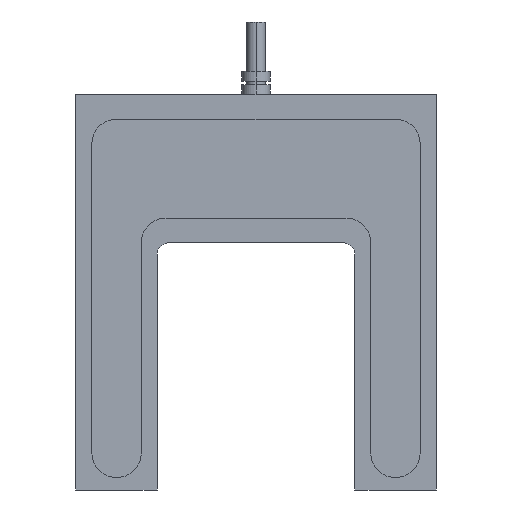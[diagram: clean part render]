
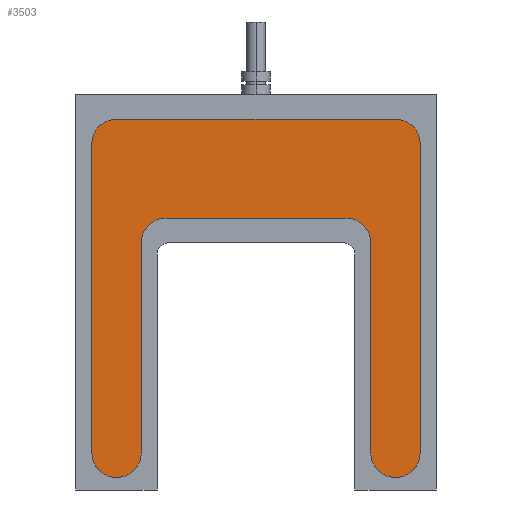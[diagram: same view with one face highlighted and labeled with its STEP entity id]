
A CAD part, left-side view. The second image highlights one B-rep face of the part: STEP entity #3503.
In plain terms, the highlighted face is planar.
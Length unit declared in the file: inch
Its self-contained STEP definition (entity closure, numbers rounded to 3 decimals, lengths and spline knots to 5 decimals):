
#3200=CARTESIAN_POINT('',(0.25,0.,-0.25));
#3201=DIRECTION('',(0.,1.,0.));
#3202=DIRECTION('',(-1.,0.,0.));
#3203=AXIS2_PLACEMENT_3D('',#3200,#3201,#3202);
#3205=DIRECTION('',(0.,0.,-1.));
#3206=VECTOR('',#3205,3.125);
#3207=CARTESIAN_POINT('',(0.,0.,-0.25));
#3208=LINE('',#3207,#3206);
#3209=CARTESIAN_POINT('',(0.25,0.,-3.375));
#3210=DIRECTION('',(0.,-1.,0.));
#3211=DIRECTION('',(-1.,0.,0.));
#3212=AXIS2_PLACEMENT_3D('',#3209,#3210,#3211);
#3214=DIRECTION('',(0.,0.,1.));
#3215=VECTOR('',#3214,2.125);
#3216=CARTESIAN_POINT('',(0.5,0.,-3.375));
#3217=LINE('',#3216,#3215);
#3218=DIRECTION('',(1.,0.,0.));
#3219=VECTOR('',#3218,1.82);
#3220=CARTESIAN_POINT('',(0.75,0.,-1.));
#3221=LINE('',#3220,#3219);
#3222=DIRECTION('',(0.,0.,-1.));
#3223=VECTOR('',#3222,2.125);
#3224=CARTESIAN_POINT('',(2.82,0.,-1.25));
#3225=LINE('',#3224,#3223);
#3226=CARTESIAN_POINT('',(3.07,0.,-3.375));
#3227=DIRECTION('',(0.,-1.,0.));
#3228=DIRECTION('',(-1.,0.,0.));
#3229=AXIS2_PLACEMENT_3D('',#3226,#3227,#3228);
#3231=DIRECTION('',(0.,0.,1.));
#3232=VECTOR('',#3231,3.125);
#3233=CARTESIAN_POINT('',(3.32,0.,-3.375));
#3234=LINE('',#3233,#3232);
#3235=CARTESIAN_POINT('',(3.07,0.,-0.25));
#3236=DIRECTION('',(0.,1.,0.));
#3237=DIRECTION('',(0.,0.,1.));
#3238=AXIS2_PLACEMENT_3D('',#3235,#3236,#3237);
#3240=DIRECTION('',(-1.,0.,0.));
#3241=VECTOR('',#3240,2.82);
#3242=CARTESIAN_POINT('',(3.07,0.,0.));
#3243=LINE('',#3242,#3241);
#3313=CARTESIAN_POINT('',(2.57,0.,-1.25));
#3314=DIRECTION('',(0.,-1.,0.));
#3315=DIRECTION('',(1.,0.,0.));
#3316=AXIS2_PLACEMENT_3D('',#3313,#3314,#3315);
#3403=CARTESIAN_POINT('',(0.75,0.,-1.25));
#3404=DIRECTION('',(0.,-1.,0.));
#3405=DIRECTION('',(0.,0.,1.));
#3406=AXIS2_PLACEMENT_3D('',#3403,#3404,#3405);
#3408=CARTESIAN_POINT('',(2.82,0.,-3.375));
#3409=CARTESIAN_POINT('',(3.32,0.,-3.375));
#3410=VERTEX_POINT('',#3408);
#3411=VERTEX_POINT('',#3409);
#3412=CARTESIAN_POINT('',(0.,0.,-3.375));
#3413=CARTESIAN_POINT('',(0.5,0.,-3.375));
#3414=VERTEX_POINT('',#3412);
#3415=VERTEX_POINT('',#3413);
#3425=CARTESIAN_POINT('',(0.5,0.,-1.25));
#3427=VERTEX_POINT('',#3425);
#3429=CARTESIAN_POINT('',(0.75,0.,-1.));
#3431=VERTEX_POINT('',#3429);
#3433=CARTESIAN_POINT('',(2.57,0.,-1.));
#3435=VERTEX_POINT('',#3433);
#3437=CARTESIAN_POINT('',(2.82,0.,-1.25));
#3439=VERTEX_POINT('',#3437);
#3444=CARTESIAN_POINT('',(0.,0.,-0.25));
#3445=VERTEX_POINT('',#3444);
#3446=CARTESIAN_POINT('',(0.25,0.,0.));
#3447=VERTEX_POINT('',#3446);
#3452=CARTESIAN_POINT('',(3.07,0.,0.));
#3453=VERTEX_POINT('',#3452);
#3454=CARTESIAN_POINT('',(3.32,0.,-0.25));
#3455=VERTEX_POINT('',#3454);
#3472=CARTESIAN_POINT('',(0.,0.,0.));
#3473=DIRECTION('',(0.,1.,0.));
#3474=DIRECTION('',(1.,0.,0.));
#3475=AXIS2_PLACEMENT_3D('',#3472,#3473,#3474);
#3476=PLANE('',#3475);
#3478=ORIENTED_EDGE('',*,*,#3477,.F.);
#3480=ORIENTED_EDGE('',*,*,#3479,.T.);
#3482=ORIENTED_EDGE('',*,*,#3481,.T.);
#3484=ORIENTED_EDGE('',*,*,#3483,.T.);
#3486=ORIENTED_EDGE('',*,*,#3485,.F.);
#3488=ORIENTED_EDGE('',*,*,#3487,.T.);
#3490=ORIENTED_EDGE('',*,*,#3489,.F.);
#3492=ORIENTED_EDGE('',*,*,#3491,.T.);
#3494=ORIENTED_EDGE('',*,*,#3493,.T.);
#3496=ORIENTED_EDGE('',*,*,#3495,.T.);
#3498=ORIENTED_EDGE('',*,*,#3497,.F.);
#3500=ORIENTED_EDGE('',*,*,#3499,.T.);
#3501=EDGE_LOOP('',(#3478,#3480,#3482,#3484,#3486,#3488,#3490,#3492,#3494,#3496,
#3498,#3500));
#3502=FACE_OUTER_BOUND('',#3501,.F.);
#3503=ADVANCED_FACE('',(#3502),#3476,.T.);
#3204=CIRCLE('',#3203,0.25);
#3213=CIRCLE('',#3212,0.25);
#3230=CIRCLE('',#3229,0.25);
#3239=CIRCLE('',#3238,0.25);
#3317=CIRCLE('',#3316,0.25);
#3407=CIRCLE('',#3406,0.25);
#3477=EDGE_CURVE('',#3445,#3447,#3204,.T.);
#3479=EDGE_CURVE('',#3445,#3414,#3208,.T.);
#3481=EDGE_CURVE('',#3414,#3415,#3213,.T.);
#3483=EDGE_CURVE('',#3415,#3427,#3217,.T.);
#3485=EDGE_CURVE('',#3431,#3427,#3407,.T.);
#3487=EDGE_CURVE('',#3431,#3435,#3221,.T.);
#3489=EDGE_CURVE('',#3439,#3435,#3317,.T.);
#3491=EDGE_CURVE('',#3439,#3410,#3225,.T.);
#3493=EDGE_CURVE('',#3410,#3411,#3230,.T.);
#3495=EDGE_CURVE('',#3411,#3455,#3234,.T.);
#3497=EDGE_CURVE('',#3453,#3455,#3239,.T.);
#3499=EDGE_CURVE('',#3453,#3447,#3243,.T.);
